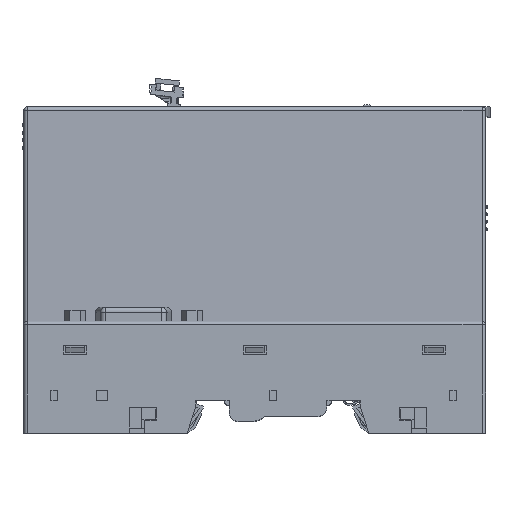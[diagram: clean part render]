
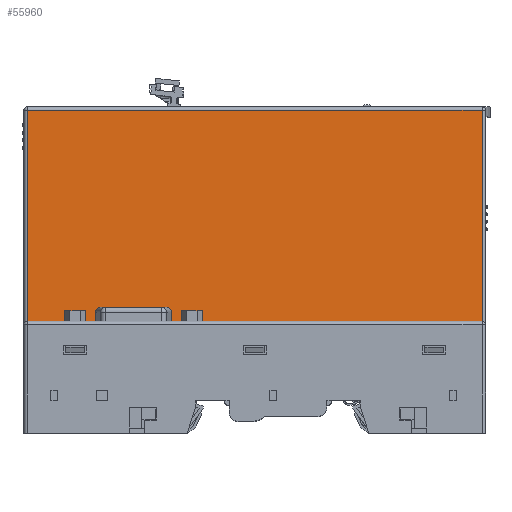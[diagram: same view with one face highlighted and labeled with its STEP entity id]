
A CAD part, top view. The second image highlights one B-rep face of the part: STEP entity #55960.
In plain terms, the highlighted planar face has unit normal (0, 0.018, 1).
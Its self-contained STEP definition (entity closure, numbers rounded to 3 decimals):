
#12243=DIRECTION('',(0.,-1.,0.017));
#12244=VECTOR('',#12243,45.27);
#12245=CARTESIAN_POINT('',(48.75,69.263,29.175));
#12246=LINE('',#12245,#12244);
#12247=DIRECTION('',(-1.,0.,0.));
#12248=VECTOR('',#12247,97.5);
#12249=CARTESIAN_POINT('',(48.75,24.,29.965));
#12250=LINE('',#12249,#12248);
#12251=DIRECTION('',(0.,1.,-0.017));
#12252=VECTOR('',#12251,45.27);
#12253=CARTESIAN_POINT('',(-48.75,24.,29.965));
#12254=LINE('',#12253,#12252);
#12255=DIRECTION('',(1.,0.,0.));
#12256=VECTOR('',#12255,97.5);
#12257=CARTESIAN_POINT('',(-48.75,69.263,29.175));
#12258=LINE('',#12257,#12256);
#34572=CARTESIAN_POINT('',(48.75,24.,29.965));
#34574=VERTEX_POINT('',#34572);
#34575=CARTESIAN_POINT('',(48.75,69.263,29.175));
#34576=VERTEX_POINT('',#34575);
#34581=CARTESIAN_POINT('',(-48.75,69.263,29.175));
#34582=VERTEX_POINT('',#34581);
#34583=CARTESIAN_POINT('',(-48.75,24.,29.965));
#34584=VERTEX_POINT('',#34583);
#55947=CARTESIAN_POINT('',(-51.102,22.,30.));
#55948=DIRECTION('',(0.,-0.017,-1.));
#55949=DIRECTION('',(-1.,0.,0.));
#55950=AXIS2_PLACEMENT_3D('',#55947,#55948,#55949);
#55951=PLANE('',#55950);
#55952=ORIENTED_EDGE('',*,*,#55938,.T.);
#55953=ORIENTED_EDGE('',*,*,#55811,.T.);
#55955=ORIENTED_EDGE('',*,*,#55954,.T.);
#55957=ORIENTED_EDGE('',*,*,#55956,.T.);
#55958=EDGE_LOOP('',(#55952,#55953,#55955,#55957));
#55959=FACE_OUTER_BOUND('',#55958,.F.);
#55960=ADVANCED_FACE('',(#55959),#55951,.F.);
#55811=EDGE_CURVE('',#34574,#34584,#12250,.T.);
#55938=EDGE_CURVE('',#34576,#34574,#12246,.T.);
#55954=EDGE_CURVE('',#34584,#34582,#12254,.T.);
#55956=EDGE_CURVE('',#34582,#34576,#12258,.T.);
